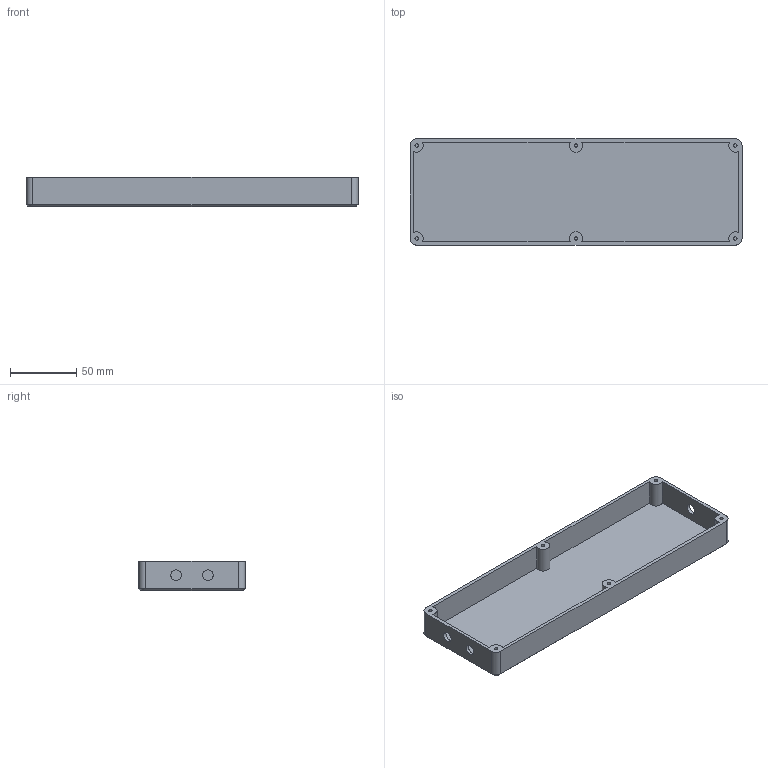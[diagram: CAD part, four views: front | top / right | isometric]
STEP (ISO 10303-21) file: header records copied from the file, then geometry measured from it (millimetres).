
FILE_DESCRIPTION(('Open CASCADE Model'),'2;1');
FILE_NAME('Open CASCADE Shape Model','2024-12-25T13:07:42',('Author'),( 'Open CASCADE'),'Open CASCADE STEP processor 7.7','Open CASCADE 7.7' ,'Unknown');
FILE_SCHEMA(('AUTOMOTIVE_DESIGN { 1 0 10303 214 1 1 1 1 }'));
Length unit declared in the file: millimetre
Products named in the file (1): SOLID
Bounding box: 250 x 80 x 22 mm (x, y, z)
Volume: 77025.1 mm3; surface area: 67865.1 mm2
Topology: 1 solids, 1 shells, 46 faces, 103 edges, 66 vertices
Faces by surface type: plane 23, cylinder 19, cone 4
Full cylindrical faces by diameter (mm): 2.5 x6, 8 x3
Entity records: 2678 total; most frequent: CARTESIAN_POINT 570, DIRECTION 397, ORIENTED_EDGE 206, PCURVE 206, DEFINITIONAL_REPRESENTATION 206, LINE 201, VECTOR 201, EDGE_CURVE 103
